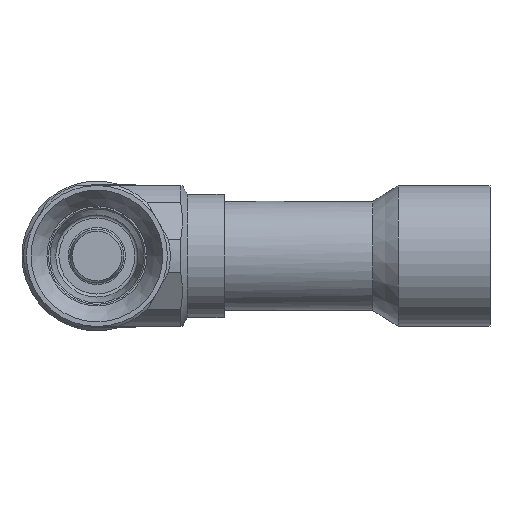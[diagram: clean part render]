
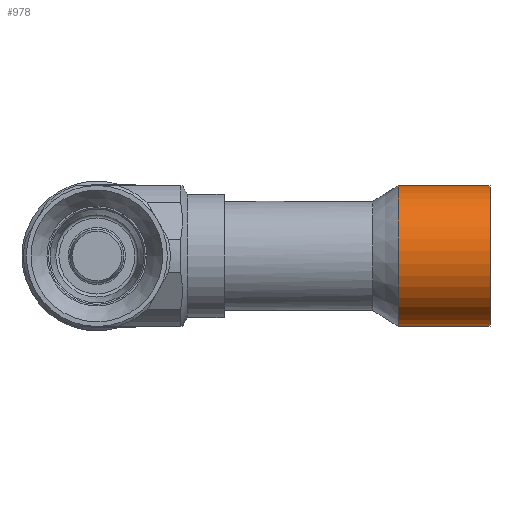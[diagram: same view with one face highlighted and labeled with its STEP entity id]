
A CAD part, front view. The second image highlights one B-rep face of the part: STEP entity #978.
In plain terms, the highlighted cylindrical face has radius 22.6 mm (diameter 45.2 mm), a full revolution.
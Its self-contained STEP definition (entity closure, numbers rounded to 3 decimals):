
#818=CARTESIAN_POINT('',(-114.154,113.575,16.292));
#819=VERTEX_POINT('',#818);
#820=CARTESIAN_POINT('',(-114.154,82.248,-16.292));
#821=VERTEX_POINT('',#820);
#822=CARTESIAN_POINT('',(-114.154,97.912,0.));
#823=DIRECTION('',(1.,0.,0.));
#824=DIRECTION('',(-0.,0.693,0.721));
#825=AXIS2_PLACEMENT_3D('',#822,#823,#824);
#826=CIRCLE('',#825,22.6);
#827=EDGE_CURVE('NONE',#819,#821,#826,.T.);
#829=CARTESIAN_POINT('',(-114.154,97.912,0.));
#830=DIRECTION('',(1.,0.,0.));
#831=DIRECTION('',(-0.,0.693,0.721));
#832=AXIS2_PLACEMENT_3D('',#829,#830,#831);
#833=CIRCLE('',#832,22.6);
#834=EDGE_CURVE('NONE',#821,#819,#833,.T.);
#944=CARTESIAN_POINT('',(-110.154,97.912,0.));
#945=DIRECTION('',(1.,0.,0.));
#946=DIRECTION('',(-0.,0.693,0.721));
#947=AXIS2_PLACEMENT_3D('',#944,#945,#946);
#948=CYLINDRICAL_SURFACE('',#947,22.6);
#949=CARTESIAN_POINT('',(-143.556,113.575,16.292));
#950=VERTEX_POINT('',#949);
#951=CARTESIAN_POINT('',(-114.154,113.575,16.292));
#952=DIRECTION('',(-1.,-0.,-0.));
#953=VECTOR('',#952,29.402);
#954=LINE('',#951,#953);
#955=EDGE_CURVE('',#819,#950,#954,.T.);
#956=ORIENTED_EDGE('',*,*,#955,.T.);
#957=CARTESIAN_POINT('',(-143.556,82.248,-16.292));
#958=VERTEX_POINT('',#957);
#959=CARTESIAN_POINT('',(-143.556,97.912,0.));
#960=DIRECTION('',(1.,0.,0.));
#961=DIRECTION('',(-0.,0.693,0.721));
#962=AXIS2_PLACEMENT_3D('',#959,#960,#961);
#963=CIRCLE('',#962,22.6);
#964=EDGE_CURVE('NONE',#950,#958,#963,.T.);
#965=ORIENTED_EDGE('',*,*,#964,.T.);
#966=CARTESIAN_POINT('',(-143.556,97.912,0.));
#967=DIRECTION('',(1.,0.,0.));
#968=DIRECTION('',(-0.,0.693,0.721));
#969=AXIS2_PLACEMENT_3D('',#966,#967,#968);
#970=CIRCLE('',#969,22.6);
#971=EDGE_CURVE('NONE',#958,#950,#970,.T.);
#972=ORIENTED_EDGE('',*,*,#971,.T.);
#973=ORIENTED_EDGE('',*,*,#955,.F.);
#974=ORIENTED_EDGE('',*,*,#834,.F.);
#975=ORIENTED_EDGE('',*,*,#827,.F.);
#976=EDGE_LOOP('',(#956,#965,#972,#973,#974,#975));
#977=FACE_BOUND('',#976,.T.);
#978=ADVANCED_FACE('NONE',(#977),#948,.T.);
